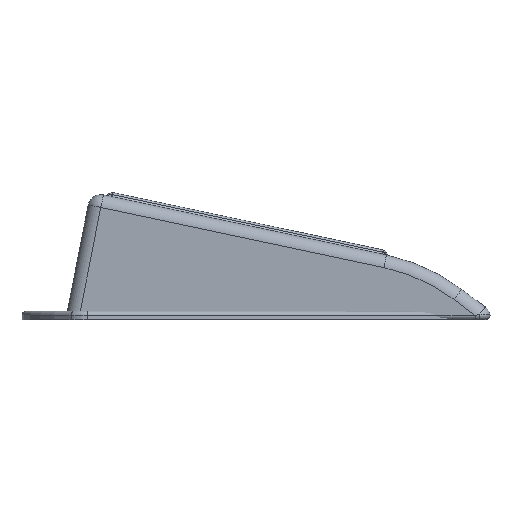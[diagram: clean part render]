
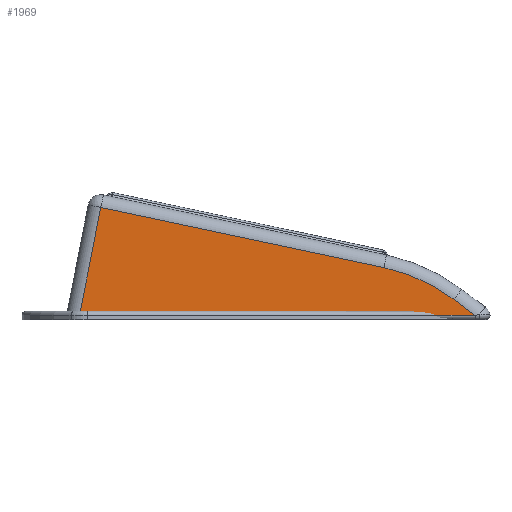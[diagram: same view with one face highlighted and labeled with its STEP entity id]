
A CAD part, left-side view. The second image highlights one B-rep face of the part: STEP entity #1969.
In plain terms, the highlighted planar face has unit normal (-1, 0, 0).
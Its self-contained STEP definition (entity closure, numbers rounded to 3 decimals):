
#60=PLANE('',#2260);
#246=FACE_OUTER_BOUND('',#372,.T.);
#372=EDGE_LOOP('',(#1725,#1726,#1727,#1728,#1729));
#395=LINE('',#3075,#498);
#465=LINE('',#3812,#568);
#467=LINE('',#3821,#570);
#469=LINE('',#3824,#572);
#498=VECTOR('',#2327,10.);
#568=VECTOR('',#2863,10.);
#570=VECTOR('',#2875,10.);
#572=VECTOR('',#2879,10.);
#746=CIRCLE('',#2253,42.);
#769=VERTEX_POINT('',#3067);
#771=VERTEX_POINT('',#3073);
#905=VERTEX_POINT('',#3808);
#906=VERTEX_POINT('',#3815);
#907=VERTEX_POINT('',#3817);
#948=EDGE_CURVE('',#771,#769,#395,.T.);
#1177=EDGE_CURVE('',#769,#905,#465,.T.);
#1181=EDGE_CURVE('',#907,#906,#746,.T.);
#1182=EDGE_CURVE('',#905,#907,#467,.T.);
#1184=EDGE_CURVE('',#906,#771,#469,.T.);
#1725=ORIENTED_EDGE('',*,*,#948,.F.);
#1726=ORIENTED_EDGE('',*,*,#1184,.F.);
#1727=ORIENTED_EDGE('',*,*,#1181,.F.);
#1728=ORIENTED_EDGE('',*,*,#1182,.F.);
#1729=ORIENTED_EDGE('',*,*,#1177,.F.);
#1969=ADVANCED_FACE('',(#246),#60,.F.);
#2253=AXIS2_PLACEMENT_3D('',#3819,#2871,#2872);
#2260=AXIS2_PLACEMENT_3D('',#3831,#2890,#2891);
#2327=DIRECTION('',(0.,1.,0.));
#2863=DIRECTION('',(0.,-0.193,0.981));
#2871=DIRECTION('center_axis',(1.,0.,0.));
#2872=DIRECTION('ref_axis',(0.,-0.415,0.91));
#2875=DIRECTION('',(0.,-0.978,-0.208));
#2879=DIRECTION('',(0.,-0.799,-0.602));
#2890=DIRECTION('center_axis',(1.,0.,0.));
#2891=DIRECTION('ref_axis',(0.,1.,0.));
#3067=CARTESIAN_POINT('',(0.,-3.255,1.));
#3073=CARTESIAN_POINT('',(0.,-96.425,1.));
#3075=CARTESIAN_POINT('',(0.,-75.,1.));
#3808=CARTESIAN_POINT('',(0.,-8.262,26.432));
#3812=CARTESIAN_POINT('',(0.,-5.298,11.38));
#3815=CARTESIAN_POINT('',(0.,-91.49,4.719));
#3817=CARTESIAN_POINT('',(0.,-74.946,12.258));
#3819=CARTESIAN_POINT('Origin',(0.,-66.214,-28.824));
#3821=CARTESIAN_POINT('',(0.,-27.902,22.258));
#3824=CARTESIAN_POINT('',(0.,-75.472,16.789));
#3831=CARTESIAN_POINT('Origin',(0.,-50.,15.));
